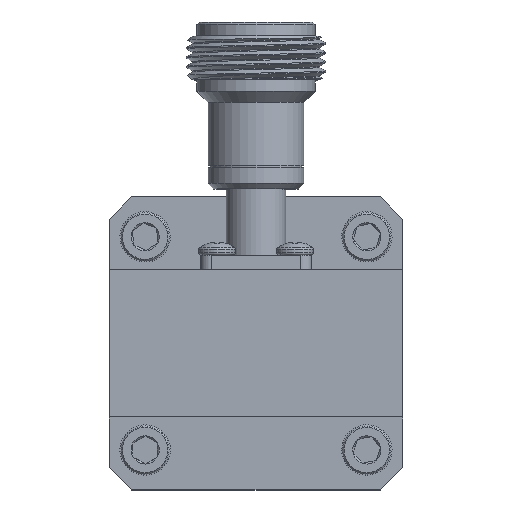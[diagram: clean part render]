
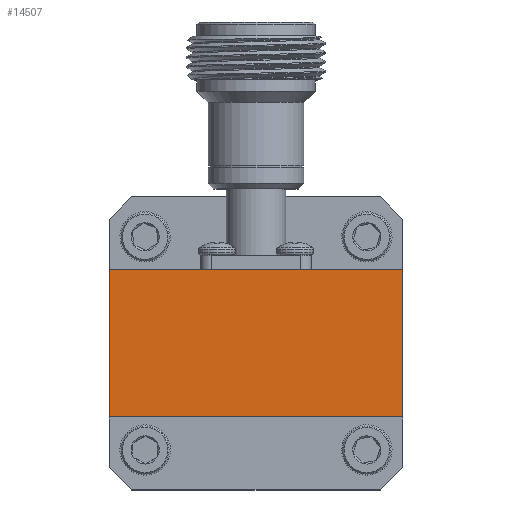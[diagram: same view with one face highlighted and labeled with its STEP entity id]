
A CAD part, top view. The second image highlights one B-rep face of the part: STEP entity #14507.
In plain terms, the highlighted face is planar.
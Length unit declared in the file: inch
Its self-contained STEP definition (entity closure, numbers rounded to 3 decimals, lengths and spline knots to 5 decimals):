
#397 = DIRECTION ( 'NONE',  ( 0., 1., 0. ) ) ;
#685 = CARTESIAN_POINT ( 'NONE',  ( 0.657, -0.33, -1. ) ) ;
#1023 = DIRECTION ( 'NONE',  ( -1., 0., 0. ) ) ;
#1168 = VERTEX_POINT ( 'NONE', #9507 ) ;
#1411 = EDGE_CURVE ( 'NONE', #18787, #1168, #3612, .T. ) ;
#2168 = CARTESIAN_POINT ( 'NONE',  ( -0.657, -0.657, -1. ) ) ;
#2445 = CARTESIAN_POINT ( 'NONE',  ( -0.657, 0.33, -1. ) ) ;
#3320 = LINE ( 'NONE', #2168, #12148 ) ;
#3612 = LINE ( 'NONE', #8281, #17926 ) ;
#3630 = DIRECTION ( 'NONE',  ( 0., -1., 0. ) ) ;
#4917 = ORIENTED_EDGE ( 'NONE', *, *, #13357, .F. ) ;
#6371 = DIRECTION ( 'NONE',  ( 0., 0., 1. ) ) ;
#6505 = EDGE_CURVE ( 'NONE', #7190, #18369, #3320, .T. ) ;
#6850 = DIRECTION ( 'NONE',  ( 1., 0., 0. ) ) ;
#7190 = VERTEX_POINT ( 'NONE', #2445 ) ;
#7993 = ORIENTED_EDGE ( 'NONE', *, *, #10630, .F. ) ;
#8281 = CARTESIAN_POINT ( 'NONE',  ( 0.657, -0.657, -1. ) ) ;
#9507 = CARTESIAN_POINT ( 'NONE',  ( 0.657, 0.33, -1. ) ) ;
#10630 = EDGE_CURVE ( 'NONE', #18369, #18787, #11702, .T. ) ;
#11047 = ORIENTED_EDGE ( 'NONE', *, *, #1411, .F. ) ;
#11126 = FACE_OUTER_BOUND ( 'NONE', #11934, .T. ) ;
#11702 = LINE ( 'NONE', #19876, #17681 ) ;
#11934 = EDGE_LOOP ( 'NONE', ( #7993, #13411, #4917, #11047 ) ) ;
#12091 = CARTESIAN_POINT ( 'NONE',  ( -0.657, -0.33, -1. ) ) ;
#12148 = VECTOR ( 'NONE', #3630, 39.37008 ) ;
#12861 = VECTOR ( 'NONE', #1023, 39.37008 ) ;
#13357 = EDGE_CURVE ( 'NONE', #1168, #7190, #15313, .T. ) ;
#13411 = ORIENTED_EDGE ( 'NONE', *, *, #6505, .F. ) ;
#14250 = CARTESIAN_POINT ( 'NONE',  ( 1.85517, -0.33, -1. ) ) ;
#14507 = ADVANCED_FACE ( 'NONE', ( #11126 ), #17561, .F. ) ;
#15106 = DIRECTION ( 'NONE',  ( 1., 0., 0. ) ) ;
#15217 = CARTESIAN_POINT ( 'NONE',  ( 1.85517, 0.33, -1. ) ) ;
#15313 = LINE ( 'NONE', #15217, #12861 ) ;
#15845 = AXIS2_PLACEMENT_3D ( 'NONE', #14250, #6371, #6850 ) ;
#17561 = PLANE ( 'NONE',  #15845 ) ;
#17681 = VECTOR ( 'NONE', #15106, 39.37008 ) ;
#17926 = VECTOR ( 'NONE', #397, 39.37008 ) ;
#18369 = VERTEX_POINT ( 'NONE', #12091 ) ;
#18787 = VERTEX_POINT ( 'NONE', #685 ) ;
#19876 = CARTESIAN_POINT ( 'NONE',  ( 1.85517, -0.33, -1. ) ) ;
